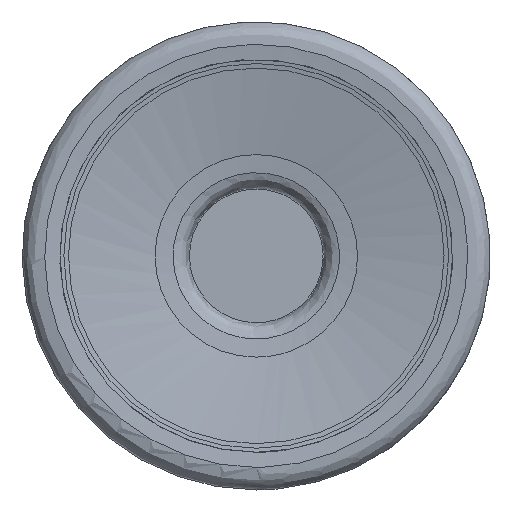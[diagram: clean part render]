
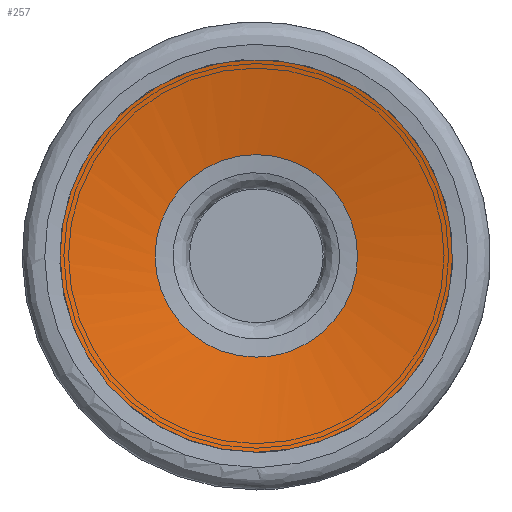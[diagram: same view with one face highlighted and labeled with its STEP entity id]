
A CAD part, left-side view. The second image highlights one B-rep face of the part: STEP entity #257.
In plain terms, the highlighted face is a revolution surface.
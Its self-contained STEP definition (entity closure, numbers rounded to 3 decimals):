
#31=LINE('',#801,#37);
#37=VECTOR('',#688,3.672);
#51=SURFACE_OF_REVOLUTION('',#31,#63);
#63=AXIS1_PLACEMENT('',#802,#689);
#257=ADVANCED_FACE('',(#317,#318),#51,.T.);
#317=FACE_BOUND('',#375,.T.);
#318=FACE_BOUND('',#376,.T.);
#375=EDGE_LOOP('',(#433));
#376=EDGE_LOOP('',(#434));
#433=ORIENTED_EDGE('',*,*,#482,.F.);
#434=ORIENTED_EDGE('',*,*,#492,.T.);
#453=VERTEX_POINT('',#746);
#463=VERTEX_POINT('',#798);
#482=EDGE_CURVE('',#453,#453,#511,.T.);
#492=EDGE_CURVE('',#463,#463,#521,.T.);
#511=CIRCLE('',#559,7.131);
#521=CIRCLE('',#571,3.676);
#559=AXIS2_PLACEMENT_3D('',#745,#646,#647);
#571=AXIS2_PLACEMENT_3D('',#797,#684,#685);
#646=DIRECTION('',(1.,0.,0.));
#647=DIRECTION('',(0.,0.,-1.));
#684=DIRECTION('',(1.,0.,0.));
#685=DIRECTION('',(0.,0.,-1.));
#688=DIRECTION('',(-0.183,-0.969,-0.169));
#689=DIRECTION('',(1.,0.,0.));
#745=CARTESIAN_POINT('',(0.1,0.,0.));
#746=CARTESIAN_POINT('',(0.1,0.,-7.131));
#797=CARTESIAN_POINT('',(0.77,0.,0.));
#798=CARTESIAN_POINT('',(0.77,0.,-3.676));
#801=CARTESIAN_POINT('',(0.77,-3.569,0.879));
#802=CARTESIAN_POINT('',(25.,0.,0.));
